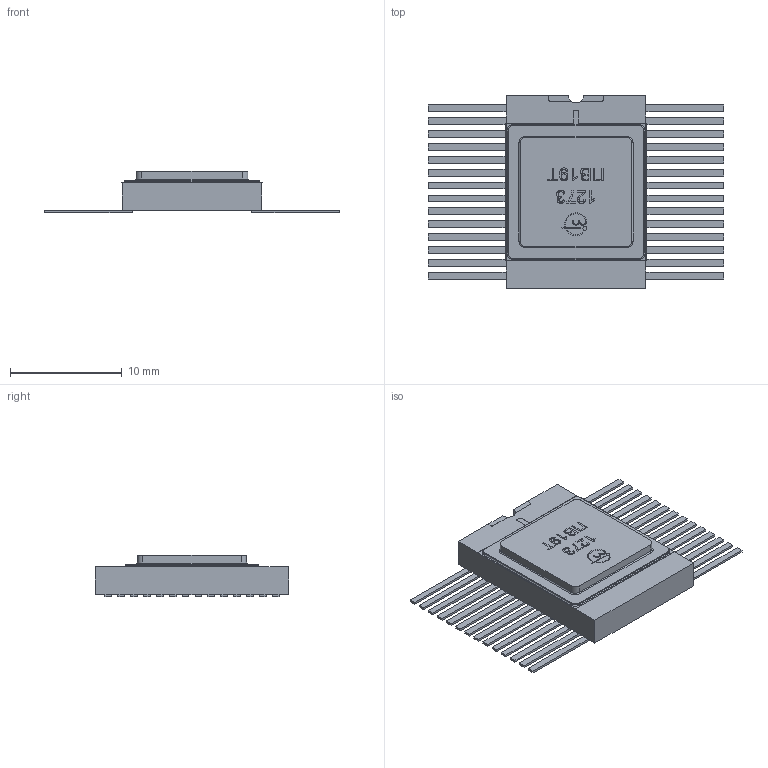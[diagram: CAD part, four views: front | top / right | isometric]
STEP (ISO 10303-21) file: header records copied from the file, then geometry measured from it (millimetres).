
FILE_DESCRIPTION(('STEP AP242'), '1');
FILE_NAME('1273ﾏﾂ19ﾒ', '', ('UNSPECIFIED'), ('UNSPECIFIED'), 'C3D Converter', 'C3D Toolkit', '');
FILE_SCHEMA(('AP242_MANAGED_MODEL_BASED_3D_ENGINEERING_MIM_LF { 1 0 10303 442 1 1 4 }'));
Length unit declared in the file: millimetre
Bounding box: 26.4 x 17.25 x 3.71 mm (x, y, z)
Volume: 672.1 mm3; surface area: 946.4 mm2
Topology: 1 solids, 1 shells, 434 faces, 1172 edges, 756 vertices
Faces by surface type: plane 276, extrusion 112, cylinder 38, torus 8
Full cylindrical faces by diameter (mm): 0.34 x1
Entity records: 17040 total; most frequent: CARTESIAN_POINT 3034, ORIENTED_EDGE 2342, DIRECTION 1791, EDGE_CURVE 1171, VECTOR 973, LINE 861, VERTEX_POINT 756, EDGE_LOOP 451
